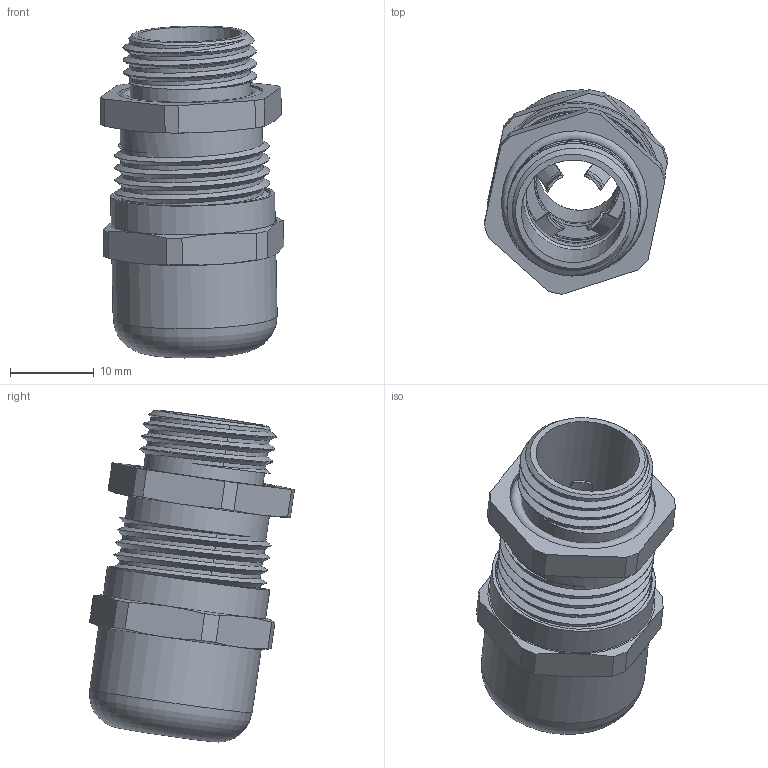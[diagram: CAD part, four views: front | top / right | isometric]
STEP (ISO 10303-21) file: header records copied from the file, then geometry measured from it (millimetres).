
FILE_DESCRIPTION(/* description */ ('Euro-Top-EMV 3/M M16x1,5'),/* implementation_level */ '2;1');
FILE_NAME(/* name */ '61084516LF-RST.stp',/* time_stamp */ '2020-10-15T09:24:39+02:00',/* author */ ('sl'),/* organization */ (''),/* preprocessor_version */ 'ST-DEVELOPER v16.5',/* originating_system */ 'Autodesk Inventor 2017',/* authorisation */ '');
FILE_SCHEMA (('AUTOMOTIVE_DESIGN { 1 0 10303 214 3 1 1 }'));
Length unit declared in the file: millimetre
Products named in the file (8): 61084516LF; 61084516; Euro-Top-EMV-03-BT-0055-61084516; 61084516_1; 61084516_2; 61084516_3; 61084516_4; 61084516_5
Assembly tree (7 placements, depth 2):
  61084516LF
    61084516
    Euro-Top-EMV-03-BT-0055-61084516
    61084516_1
    61084516_2
    61084516_3
    61084516_4
    61084516_5
Bounding box: 21.93 x 24.46 x 39.63 mm (x, y, z)
Volume: 4572 mm3; surface area: 10305.4 mm2
Topology: 7 solids, 7 shells, 342 faces, 922 edges, 602 vertices
Faces by surface type: plane 145, cylinder 106, cone 40, torus 35, bspline 16
Full cylindrical faces by diameter (mm): 9.96 x1, 10.26 x1, 10.5 x1, 11.74 x1, 12.38 x1, 12.99 x1, 13 x1, 13.19 x2, 13.5 x1, 13.7 x1, 13.76 x1, 14.388 x4, 14.4 x1, 14.81 x1, 15.07 x1, 15.35 x2, 16.15 x1, 16.978 x5, 17.26 x1, 17.432 x1, 18.822 x9, 19.6 x2
Entity records: 14447 total; most frequent: CARTESIAN_POINT 6428, ORIENTED_EDGE 1640, DIRECTION 1631, EDGE_CURVE 820, AXIS2_PLACEMENT_3D 658, VERTEX_POINT 558, EDGE_LOOP 388, FACE_OUTER_BOUND 325
